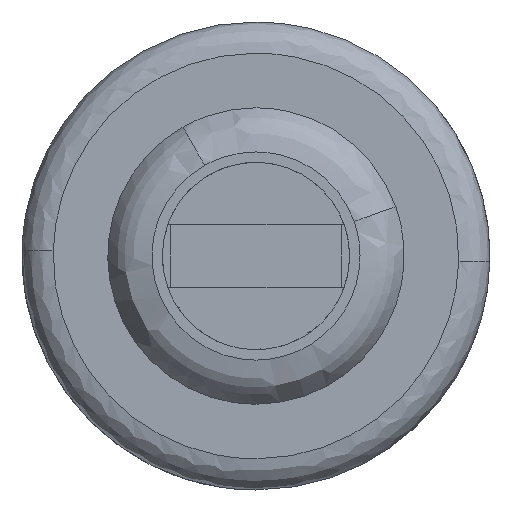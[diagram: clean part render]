
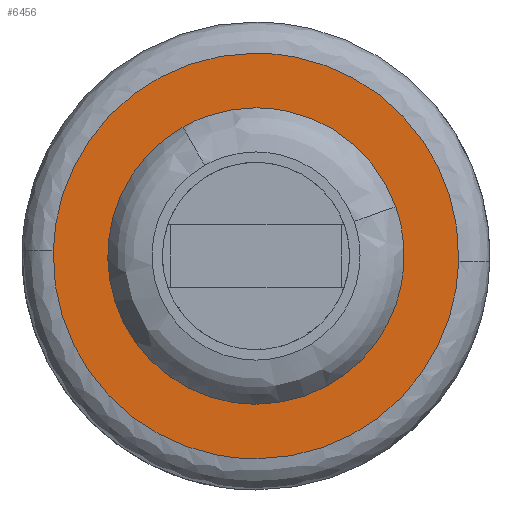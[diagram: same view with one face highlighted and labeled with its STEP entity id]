
A CAD part, left-side view. The second image highlights one B-rep face of the part: STEP entity #6456.
In plain terms, the highlighted free-form (B-spline) face has degree [1, 1] with [2, 2] control points.
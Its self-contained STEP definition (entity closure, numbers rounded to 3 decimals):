
#3204=CARTESIAN_POINT('',(15.,-2.812,-3.253));
#3205=VERTEX_POINT('',#3204);
#3206=CARTESIAN_POINT('',(15.0,0.0,-4.3));
#3207=VERTEX_POINT('',#3206);
#3208=CARTESIAN_POINT('',(15.,-2.812,-3.253));
#3209=CARTESIAN_POINT('',(15.,-1.601,-4.3));
#3210=CARTESIAN_POINT('',(15.0,0.0,-4.3));
#3218=(BOUNDED_CURVE()B_SPLINE_CURVE(2,(#3208,#3209,#3210),.UNSPECIFIED.,.F.,.U.)B_SPLINE_CURVE_WITH_KNOTS((3,3),(0.886,1.0),.UNSPECIFIED.)CURVE()GEOMETRIC_REPRESENTATION_ITEM()RATIONAL_B_SPLINE_CURVE((0.855,0.866,1.0))REPRESENTATION_ITEM(''));
#3219=EDGE_CURVE('',#3205,#3207,#3218,.T.);
#3313=CARTESIAN_POINT('',(15.0,-4.297,-0.169));
#3314=VERTEX_POINT('',#3313);
#3320=CARTESIAN_POINT('',(15.0,0.0,4.3));
#3321=VERTEX_POINT('',#3320);
#3322=CARTESIAN_POINT('',(15.0,0.0,4.3));
#3323=CARTESIAN_POINT('',(15.,-4.3,4.3));
#3324=CARTESIAN_POINT('',(15.0,-4.3,0.0));
#3325=CARTESIAN_POINT('',(15.,-4.3,-0.085));
#3326=CARTESIAN_POINT('',(15.,-4.297,-0.169));
#3334=(BOUNDED_CURVE()B_SPLINE_CURVE(2,(#3322,#3323,#3324,#3325,#3326),.UNSPECIFIED.,.F.,.U.)B_SPLINE_CURVE_WITH_KNOTS((3,2,3),(0.5,0.75,0.757),.UNSPECIFIED.)CURVE()GEOMETRIC_REPRESENTATION_ITEM()RATIONAL_B_SPLINE_CURVE((1.0,0.707,1.0,0.992,0.984))REPRESENTATION_ITEM(''));
#3335=EDGE_CURVE('',#3321,#3314,#3334,.T.);
#3337=CARTESIAN_POINT('',(15.0,0.0,-4.3));
#3338=CARTESIAN_POINT('',(15.,4.3,-4.3));
#3339=CARTESIAN_POINT('',(15.0,4.3,0.0));
#3340=CARTESIAN_POINT('',(15.,4.3,4.3));
#3341=CARTESIAN_POINT('',(15.0,0.0,4.3));
#3349=(BOUNDED_CURVE()B_SPLINE_CURVE(2,(#3337,#3338,#3339,#3340,#3341),.UNSPECIFIED.,.F.,.U.)B_SPLINE_CURVE_WITH_KNOTS((3,2,3),(0.0,0.25,0.5),.UNSPECIFIED.)CURVE()GEOMETRIC_REPRESENTATION_ITEM()RATIONAL_B_SPLINE_CURVE((1.0,0.707,1.0,0.707,1.0))REPRESENTATION_ITEM(''));
#3350=EDGE_CURVE('',#3207,#3321,#3349,.T.);
#3369=CARTESIAN_POINT('',(15.,-4.297,-0.169));
#3370=CARTESIAN_POINT('',(15.,-4.223,-2.033));
#3371=CARTESIAN_POINT('',(15.,-2.812,-3.253));
#3379=(BOUNDED_CURVE()B_SPLINE_CURVE(2,(#3369,#3370,#3371),.UNSPECIFIED.,.F.,.U.)B_SPLINE_CURVE_WITH_KNOTS((3,3),(0.757,0.886),.UNSPECIFIED.)CURVE()GEOMETRIC_REPRESENTATION_ITEM()RATIONAL_B_SPLINE_CURVE((0.984,0.841,0.855))REPRESENTATION_ITEM(''));
#3380=EDGE_CURVE('',#3314,#3205,#3379,.T.);
#3664=CARTESIAN_POINT('',(15.0,-6.498,-0.163));
#3665=VERTEX_POINT('',#3664);
#3679=CARTESIAN_POINT('',(15.0,0.0,-6.5));
#3680=VERTEX_POINT('',#3679);
#3681=CARTESIAN_POINT('',(15.0,0.0,-6.5));
#3682=CARTESIAN_POINT('',(15.0,-6.339,-6.5));
#3683=CARTESIAN_POINT('',(15.,-6.498,-0.163));
#3691=(BOUNDED_CURVE()B_SPLINE_CURVE(2,(#3681,#3682,#3683),.UNSPECIFIED.,.F.,.U.)B_SPLINE_CURVE_WITH_KNOTS((3,3),(0.5,0.746),.UNSPECIFIED.)CURVE()GEOMETRIC_REPRESENTATION_ITEM()RATIONAL_B_SPLINE_CURVE((1.0,0.712,0.99))REPRESENTATION_ITEM(''));
#3692=EDGE_CURVE('',#3680,#3665,#3691,.T.);
#3694=CARTESIAN_POINT('',(15.0,6.498,0.163));
#3695=VERTEX_POINT('',#3694);
#3696=CARTESIAN_POINT('',(15.,6.498,0.163));
#3697=CARTESIAN_POINT('',(15.0,6.5,0.082));
#3698=CARTESIAN_POINT('',(15.0,6.5,0.0));
#3699=CARTESIAN_POINT('',(15.,6.5,-6.5));
#3700=CARTESIAN_POINT('',(15.0,0.0,-6.5));
#3708=(BOUNDED_CURVE()B_SPLINE_CURVE(2,(#3696,#3697,#3698,#3699,#3700),.UNSPECIFIED.,.F.,.U.)B_SPLINE_CURVE_WITH_KNOTS((3,2,3),(0.246,0.25,0.5),.UNSPECIFIED.)CURVE()GEOMETRIC_REPRESENTATION_ITEM()RATIONAL_B_SPLINE_CURVE((0.99,0.995,1.0,0.707,1.0))REPRESENTATION_ITEM(''));
#3709=EDGE_CURVE('',#3695,#3680,#3708,.T.);
#3752=CARTESIAN_POINT('',(15.0,0.0,6.5));
#3753=VERTEX_POINT('',#3752);
#3754=CARTESIAN_POINT('',(15.0,0.0,6.5));
#3755=CARTESIAN_POINT('',(15.,6.339,6.5));
#3756=CARTESIAN_POINT('',(15.,6.498,0.163));
#3764=(BOUNDED_CURVE()B_SPLINE_CURVE(2,(#3754,#3755,#3756),.UNSPECIFIED.,.F.,.U.)B_SPLINE_CURVE_WITH_KNOTS((3,3),(0.0,0.246),.UNSPECIFIED.)CURVE()GEOMETRIC_REPRESENTATION_ITEM()RATIONAL_B_SPLINE_CURVE((1.0,0.712,0.99))REPRESENTATION_ITEM(''));
#3765=EDGE_CURVE('',#3753,#3695,#3764,.T.);
#3767=CARTESIAN_POINT('',(15.,-6.498,-0.163));
#3768=CARTESIAN_POINT('',(15.0,-6.5,-0.082));
#3769=CARTESIAN_POINT('',(15.0,-6.5,0.0));
#3770=CARTESIAN_POINT('',(15.,-6.5,6.5));
#3771=CARTESIAN_POINT('',(15.0,0.0,6.5));
#3779=(BOUNDED_CURVE()B_SPLINE_CURVE(2,(#3767,#3768,#3769,#3770,#3771),.UNSPECIFIED.,.F.,.U.)B_SPLINE_CURVE_WITH_KNOTS((3,2,3),(0.746,0.75,1.0),.UNSPECIFIED.)CURVE()GEOMETRIC_REPRESENTATION_ITEM()RATIONAL_B_SPLINE_CURVE((0.99,0.995,1.0,0.707,1.0))REPRESENTATION_ITEM(''));
#3780=EDGE_CURVE('',#3665,#3753,#3779,.T.);
#6439=CARTESIAN_POINT('',(15.0,-7.147,7.149));
#6440=CARTESIAN_POINT('',(15.0,-7.147,-7.149));
#6441=CARTESIAN_POINT('',(15.0,7.147,7.149));
#6442=CARTESIAN_POINT('',(15.0,7.147,-7.149));
#6443=B_SPLINE_SURFACE_WITH_KNOTS('',1,1,((#6439,#6441),(#6440,#6442)),.UNSPECIFIED.,.F.,.F.,.U.,(2,2),(2,2),(0.0,14.299),(0.0,14.294),.UNSPECIFIED.);
#6444=ORIENTED_EDGE('',*,*,#3765,.T.);
#6445=ORIENTED_EDGE('',*,*,#3709,.T.);
#6446=ORIENTED_EDGE('',*,*,#3692,.T.);
#6447=ORIENTED_EDGE('',*,*,#3780,.T.);
#6448=EDGE_LOOP('',(#6444,#6445,#6446,#6447));
#6449=FACE_OUTER_BOUND('',#6448,.T.);
#6450=ORIENTED_EDGE('',*,*,#3350,.T.);
#6451=ORIENTED_EDGE('',*,*,#3335,.T.);
#6452=ORIENTED_EDGE('',*,*,#3380,.T.);
#6453=ORIENTED_EDGE('',*,*,#3219,.T.);
#6454=EDGE_LOOP('',(#6450,#6451,#6452,#6453));
#6455=FACE_BOUND('',#6454,.T.);
#6456=ADVANCED_FACE('',(#6449,#6455),#6443,.F.);
